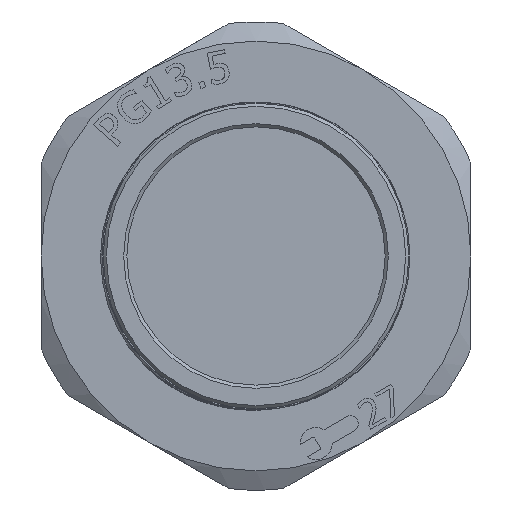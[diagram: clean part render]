
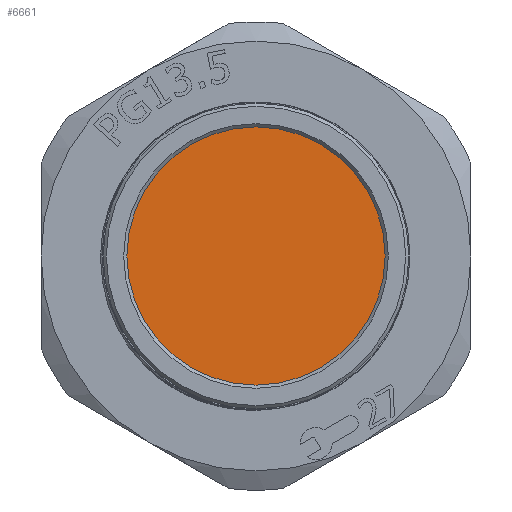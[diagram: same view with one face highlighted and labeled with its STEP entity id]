
A CAD part, front view. The second image highlights one B-rep face of the part: STEP entity #6661.
In plain terms, the highlighted planar face has unit normal (0, -1, 0).
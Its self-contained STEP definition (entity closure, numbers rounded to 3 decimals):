
#203=PLANE('',#7060);
#420=FACE_OUTER_BOUND('',#785,.T.);
#785=EDGE_LOOP('',(#4383));
#1173=CIRCLE('',#7061,8.05);
#2729=VERTEX_POINT('',#13214);
#3387=EDGE_CURVE('',#2729,#2729,#1173,.T.);
#4383=ORIENTED_EDGE('',*,*,#3387,.F.);
#6661=ADVANCED_FACE('',(#420),#203,.F.);
#7060=AXIS2_PLACEMENT_3D('',#13213,#7430,#7431);
#7061=AXIS2_PLACEMENT_3D('',#13215,#7432,#7433);
#7430=DIRECTION('center_axis',(0.,1.,0.));
#7431=DIRECTION('ref_axis',(0.,0.,1.));
#7432=DIRECTION('center_axis',(0.,1.,0.));
#7433=DIRECTION('ref_axis',(-1.,0.,0.));
#13213=CARTESIAN_POINT('Origin',(0.,0.8,
0.));
#13214=CARTESIAN_POINT('',(8.05,0.8,0.));
#13215=CARTESIAN_POINT('Origin',(0.,0.8,0.));
